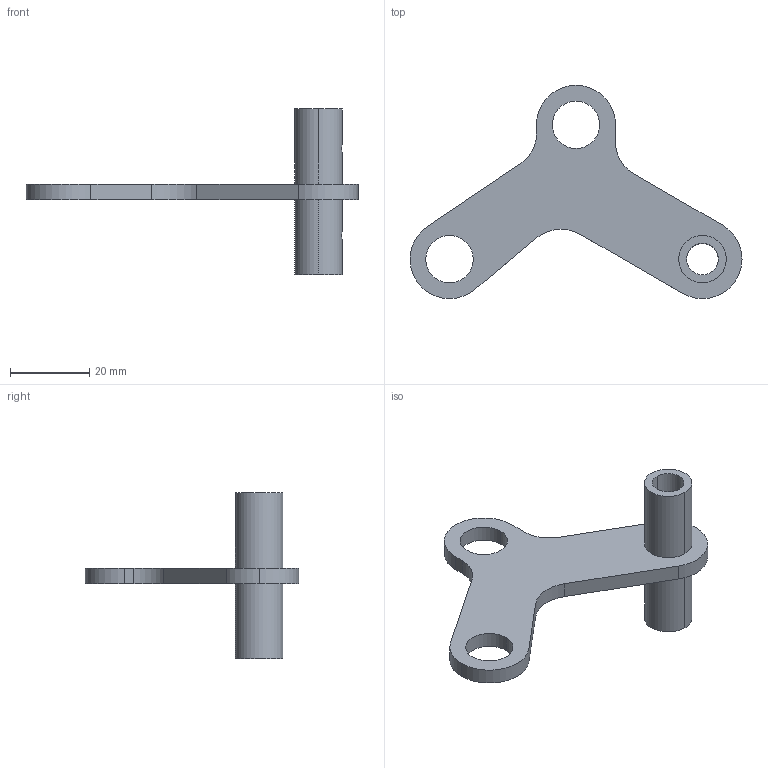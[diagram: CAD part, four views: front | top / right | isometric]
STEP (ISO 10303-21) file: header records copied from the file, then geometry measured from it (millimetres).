
FILE_DESCRIPTION (( 'STEP AP214' ), '1' );
FILE_NAME ('BALANCIER GODET REP 18.STEP', '2021-01-31T12:31:05', ( '' ), ( '' ), 'SwSTEP 2.0', 'SolidWorks 2019', '' );
FILE_SCHEMA (( 'AUTOMOTIVE_DESIGN' ));
Length unit declared in the file: millimetre
Products named in the file (3): Cylindre creux; Triangle ; BALANCIER GODET REP 18
Assembly tree (2 placements, depth 2):
  BALANCIER GODET REP 18
    Triangle 
    Cylindre creux
Bounding box: 84 x 54 x 42 mm (x, y, z)
Volume: 9526.1 mm3; surface area: 7630.2 mm2
Topology: 2 solids, 2 shells, 31 faces, 81 edges, 54 vertices
Faces by surface type: cylinder 21, plane 10
Entity records: 1283 total; most frequent: CARTESIAN_POINT 323, DIRECTION 179, ORIENTED_EDGE 162, EDGE_CURVE 81, AXIS2_PLACEMENT_3D 70, VERTEX_POINT 54, EDGE_LOOP 43, LINE 39
